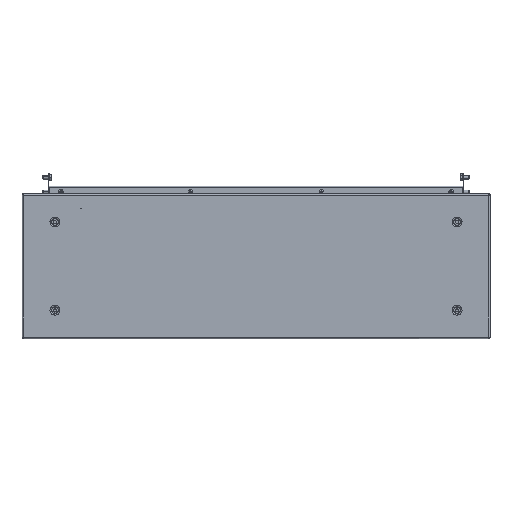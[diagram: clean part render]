
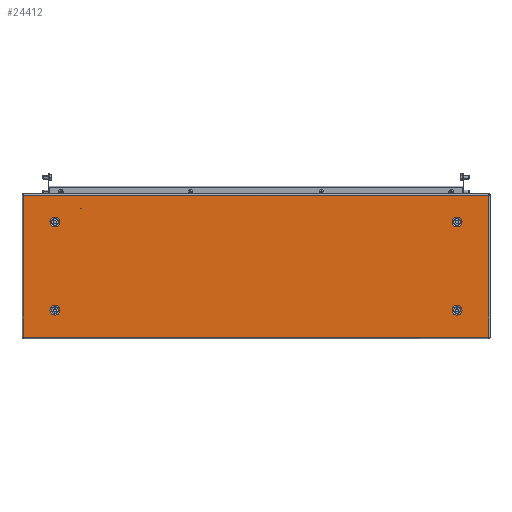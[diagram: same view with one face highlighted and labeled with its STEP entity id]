
A CAD part, top view. The second image highlights one B-rep face of the part: STEP entity #24412.
In plain terms, the highlighted planar face has unit normal (0, 0, 1).
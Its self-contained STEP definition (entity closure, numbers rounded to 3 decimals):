
#527 = VERTEX_POINT ( 'NONE', #45440 ) ;
#997 = ORIENTED_EDGE ( 'NONE', *, *, #77340, .T. ) ;
#1107 = DIRECTION ( 'NONE',  ( 0., 1., 0. ) ) ;
#2285 = DIRECTION ( 'NONE',  ( -1., 0., 0. ) ) ;
#2419 = DIRECTION ( 'NONE',  ( 0., 1., 0. ) ) ;
#2530 = DIRECTION ( 'NONE',  ( 1., 0., 0. ) ) ;
#2573 = VERTEX_POINT ( 'NONE', #63779 ) ;
#3130 = DIRECTION ( 'NONE',  ( 0., 0., 1. ) ) ;
#3167 = AXIS2_PLACEMENT_3D ( 'NONE', #74092, #60753, #41841 ) ;
#4467 = VERTEX_POINT ( 'NONE', #23417 ) ;
#5796 = FACE_BOUND ( 'NONE', #78486, .T. ) ;
#5894 = CARTESIAN_POINT ( 'NONE',  ( -297., 98., 0. ) ) ;
#6074 = EDGE_CURVE ( 'NONE', #20745, #36890, #46220, .T. ) ;
#6476 = AXIS2_PLACEMENT_3D ( 'NONE', #79693, #53634, #2285 ) ;
#7484 = EDGE_CURVE ( 'NONE', #527, #2573, #19137, .T. ) ;
#9347 = AXIS2_PLACEMENT_3D ( 'NONE', #42869, #17243, #23703 ) ;
#10456 = ORIENTED_EDGE ( 'NONE', *, *, #52142, .F. ) ;
#11577 = VERTEX_POINT ( 'NONE', #80168 ) ;
#13857 = DIRECTION ( 'NONE',  ( 0., 0., 1. ) ) ;
#14314 = CARTESIAN_POINT ( 'NONE',  ( -341.5, 75., 0. ) ) ;
#14358 = CARTESIAN_POINT ( 'NONE',  ( -341.5, -75., 0. ) ) ;
#14479 = LINE ( 'NONE', #21706, #58820 ) ;
#14604 = CIRCLE ( 'NONE', #43361, 8.443 ) ;
#14828 = FACE_BOUND ( 'NONE', #21800, .T. ) ;
#15086 = EDGE_LOOP ( 'NONE', ( #64190, #997 ) ) ;
#15609 = CARTESIAN_POINT ( 'NONE',  ( 341.5, -66.557, 0. ) ) ;
#16700 = ORIENTED_EDGE ( 'NONE', *, *, #7484, .F. ) ;
#17204 = ORIENTED_EDGE ( 'NONE', *, *, #6074, .F. ) ;
#17243 = DIRECTION ( 'NONE',  ( 0., 0., 1. ) ) ;
#17947 = VECTOR ( 'NONE', #61949, 1000. ) ;
#18145 = AXIS2_PLACEMENT_3D ( 'NONE', #24789, #70276, #19433 ) ;
#18214 = EDGE_LOOP ( 'NONE', ( #16700, #64814 ) ) ;
#19137 = CIRCLE ( 'NONE', #69787, 8.443 ) ;
#19263 = DIRECTION ( 'NONE',  ( 0., -1., 0. ) ) ;
#19312 = EDGE_CURVE ( 'NONE', #63867, #36536, #81729, .T. ) ;
#19433 = DIRECTION ( 'NONE',  ( 0., 1., 0. ) ) ;
#20745 = VERTEX_POINT ( 'NONE', #49111 ) ;
#21706 = CARTESIAN_POINT ( 'NONE',  ( 396.029, 120.6, 0. ) ) ;
#21800 = EDGE_LOOP ( 'NONE', ( #39846, #39856 ) ) ;
#21977 = AXIS2_PLACEMENT_3D ( 'NONE', #70909, #13857, #32211 ) ;
#23417 = CARTESIAN_POINT ( 'NONE',  ( -395.1, -120.6, 0. ) ) ;
#23703 = DIRECTION ( 'NONE',  ( 0., 1., 0. ) ) ;
#23965 = VERTEX_POINT ( 'NONE', #56531 ) ;
#24412 = ADVANCED_FACE ( 'NONE', ( #68409, #5796, #14828, #64320, #38117, #70419 ), #72564, .T. ) ;
#24623 = ORIENTED_EDGE ( 'NONE', *, *, #68733, .T. ) ;
#24789 = CARTESIAN_POINT ( 'NONE',  ( 341.5, 75., 0. ) ) ;
#24878 = EDGE_CURVE ( 'NONE', #2573, #527, #14604, .T. ) ;
#26087 = ORIENTED_EDGE ( 'NONE', *, *, #43295, .T. ) ;
#27370 = DIRECTION ( 'NONE',  ( -1., 0., 0. ) ) ;
#32211 = DIRECTION ( 'NONE',  ( 0., 1., 0. ) ) ;
#33148 = CARTESIAN_POINT ( 'NONE',  ( -395.1, 120.6, 0. ) ) ;
#33799 = DIRECTION ( 'NONE',  ( 0., 0., 1. ) ) ;
#35581 = DIRECTION ( 'NONE',  ( 0., 1., 0. ) ) ;
#36267 = ORIENTED_EDGE ( 'NONE', *, *, #61943, .T. ) ;
#36380 = AXIS2_PLACEMENT_3D ( 'NONE', #65827, #79109, #2530 ) ;
#36536 = VERTEX_POINT ( 'NONE', #59115 ) ;
#36890 = VERTEX_POINT ( 'NONE', #44911 ) ;
#38117 = FACE_BOUND ( 'NONE', #18214, .T. ) ;
#39350 = VECTOR ( 'NONE', #19263, 1000. ) ;
#39846 = ORIENTED_EDGE ( 'NONE', *, *, #74760, .F. ) ;
#39856 = ORIENTED_EDGE ( 'NONE', *, *, #19312, .F. ) ;
#40248 = VERTEX_POINT ( 'NONE', #33148 ) ;
#41841 = DIRECTION ( 'NONE',  ( 0., 1., 0. ) ) ;
#42447 = CARTESIAN_POINT ( 'NONE',  ( -396.029, -120.6, 0. ) ) ;
#42869 = CARTESIAN_POINT ( 'NONE',  ( 341.5, 75., 0. ) ) ;
#43295 = EDGE_CURVE ( 'NONE', #59384, #81761, #72819, .T. ) ;
#43361 = AXIS2_PLACEMENT_3D ( 'NONE', #14314, #33799, #2419 ) ;
#44911 = CARTESIAN_POINT ( 'NONE',  ( 341.5, 66.557, 0. ) ) ;
#45043 = CARTESIAN_POINT ( 'NONE',  ( -297.5, 98., 0. ) ) ;
#45440 = CARTESIAN_POINT ( 'NONE',  ( -341.5, 83.443, 0. ) ) ;
#45494 = AXIS2_PLACEMENT_3D ( 'NONE', #14358, #65749, #59453 ) ;
#46220 = CIRCLE ( 'NONE', #9347, 8.443 ) ;
#47967 = CARTESIAN_POINT ( 'NONE',  ( 341.5, -75., 0. ) ) ;
#49111 = CARTESIAN_POINT ( 'NONE',  ( 341.5, 83.443, 0. ) ) ;
#49477 = CARTESIAN_POINT ( 'NONE',  ( 395.1, 120.6, 0. ) ) ;
#50465 = CIRCLE ( 'NONE', #80933, 8.443 ) ;
#52142 = EDGE_CURVE ( 'NONE', #53735, #11577, #73115, .T. ) ;
#53279 = CARTESIAN_POINT ( 'NONE',  ( 395.1, -120.6, 0. ) ) ;
#53634 = DIRECTION ( 'NONE',  ( 0., 0., -1. ) ) ;
#53735 = VERTEX_POINT ( 'NONE', #15609 ) ;
#54711 = AXIS2_PLACEMENT_3D ( 'NONE', #45043, #57748, #56895 ) ;
#54849 = DIRECTION ( 'NONE',  ( 0., 0., 1. ) ) ;
#56531 = CARTESIAN_POINT ( 'NONE',  ( -298., 98., 0. ) ) ;
#56895 = DIRECTION ( 'NONE',  ( -1., 0., 0. ) ) ;
#56960 = EDGE_CURVE ( 'NONE', #81761, #40248, #14479, .T. ) ;
#57140 = CIRCLE ( 'NONE', #21977, 8.443 ) ;
#57748 = DIRECTION ( 'NONE',  ( 0., 0., -1. ) ) ;
#58820 = VECTOR ( 'NONE', #27370, 1000. ) ;
#59103 = ORIENTED_EDGE ( 'NONE', *, *, #78926, .F. ) ;
#59115 = CARTESIAN_POINT ( 'NONE',  ( -341.5, -66.557, 0. ) ) ;
#59384 = VERTEX_POINT ( 'NONE', #53279 ) ;
#59453 = DIRECTION ( 'NONE',  ( 0., 1., 0. ) ) ;
#60753 = DIRECTION ( 'NONE',  ( 0., 0., 1. ) ) ;
#61621 = DIRECTION ( 'NONE',  ( 0., 1., 0. ) ) ;
#61943 = EDGE_CURVE ( 'NONE', #40248, #4467, #75752, .T. ) ;
#61949 = DIRECTION ( 'NONE',  ( 1., 0., 0. ) ) ;
#62525 = CIRCLE ( 'NONE', #18145, 8.443 ) ;
#63746 = CIRCLE ( 'NONE', #54711, 0.5 ) ;
#63779 = CARTESIAN_POINT ( 'NONE',  ( -341.5, 66.557, 0. ) ) ;
#63867 = VERTEX_POINT ( 'NONE', #70088 ) ;
#64190 = ORIENTED_EDGE ( 'NONE', *, *, #70140, .T. ) ;
#64320 = FACE_BOUND ( 'NONE', #79442, .T. ) ;
#64420 = CARTESIAN_POINT ( 'NONE',  ( -395.1, 121.529, 0. ) ) ;
#64814 = ORIENTED_EDGE ( 'NONE', *, *, #24878, .F. ) ;
#65749 = DIRECTION ( 'NONE',  ( 0., 0., 1. ) ) ;
#65827 = CARTESIAN_POINT ( 'NONE',  ( 0., 0., 0. ) ) ;
#67824 = EDGE_LOOP ( 'NONE', ( #36267, #24623, #26087, #68560 ) ) ;
#68409 = FACE_BOUND ( 'NONE', #15086, .T. ) ;
#68560 = ORIENTED_EDGE ( 'NONE', *, *, #56960, .T. ) ;
#68733 = EDGE_CURVE ( 'NONE', #4467, #59384, #82762, .T. ) ;
#69787 = AXIS2_PLACEMENT_3D ( 'NONE', #80375, #54849, #61621 ) ;
#70088 = CARTESIAN_POINT ( 'NONE',  ( -341.5, -83.443, 0. ) ) ;
#70140 = EDGE_CURVE ( 'NONE', #23965, #77397, #72068, .T. ) ;
#70276 = DIRECTION ( 'NONE',  ( 0., 0., 1. ) ) ;
#70419 = FACE_OUTER_BOUND ( 'NONE', #67824, .T. ) ;
#70909 = CARTESIAN_POINT ( 'NONE',  ( -341.5, -75., 0. ) ) ;
#71411 = CARTESIAN_POINT ( 'NONE',  ( 395.1, -121.529, 0. ) ) ;
#72068 = CIRCLE ( 'NONE', #6476, 0.5 ) ;
#72564 = PLANE ( 'NONE',  #36380 ) ;
#72819 = LINE ( 'NONE', #71411, #77869 ) ;
#73115 = CIRCLE ( 'NONE', #3167, 8.443 ) ;
#74092 = CARTESIAN_POINT ( 'NONE',  ( 341.5, -75., 0. ) ) ;
#74760 = EDGE_CURVE ( 'NONE', #36536, #63867, #57140, .T. ) ;
#75752 = LINE ( 'NONE', #64420, #39350 ) ;
#77340 = EDGE_CURVE ( 'NONE', #77397, #23965, #63746, .T. ) ;
#77397 = VERTEX_POINT ( 'NONE', #5894 ) ;
#77869 = VECTOR ( 'NONE', #1107, 1000. ) ;
#78486 = EDGE_LOOP ( 'NONE', ( #10456, #79931 ) ) ;
#78762 = EDGE_CURVE ( 'NONE', #11577, #53735, #50465, .T. ) ;
#78926 = EDGE_CURVE ( 'NONE', #36890, #20745, #62525, .T. ) ;
#79109 = DIRECTION ( 'NONE',  ( 0., 0., 1. ) ) ;
#79442 = EDGE_LOOP ( 'NONE', ( #17204, #59103 ) ) ;
#79693 = CARTESIAN_POINT ( 'NONE',  ( -297.5, 98., 0. ) ) ;
#79931 = ORIENTED_EDGE ( 'NONE', *, *, #78762, .F. ) ;
#80168 = CARTESIAN_POINT ( 'NONE',  ( 341.5, -83.443, 0. ) ) ;
#80375 = CARTESIAN_POINT ( 'NONE',  ( -341.5, 75., 0. ) ) ;
#80933 = AXIS2_PLACEMENT_3D ( 'NONE', #47967, #3130, #35581 ) ;
#81729 = CIRCLE ( 'NONE', #45494, 8.443 ) ;
#81761 = VERTEX_POINT ( 'NONE', #49477 ) ;
#82762 = LINE ( 'NONE', #42447, #17947 ) ;
